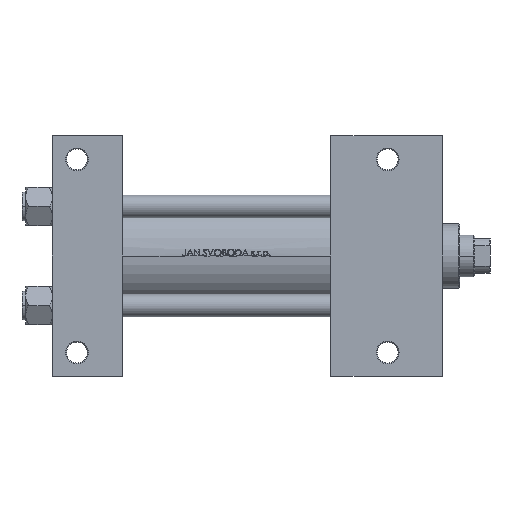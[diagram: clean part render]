
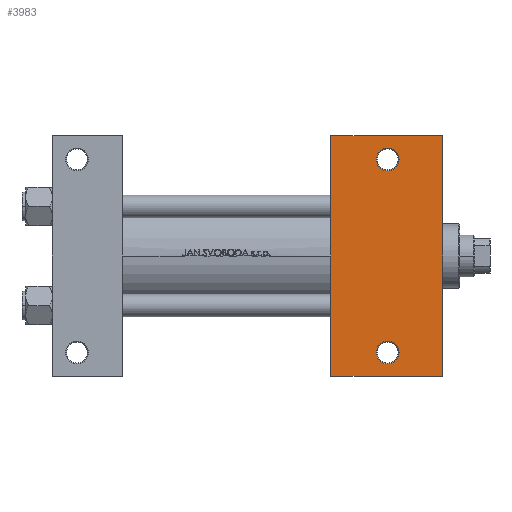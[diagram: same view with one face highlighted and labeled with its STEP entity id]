
A CAD part, front view. The second image highlights one B-rep face of the part: STEP entity #3983.
In plain terms, the highlighted face is planar.
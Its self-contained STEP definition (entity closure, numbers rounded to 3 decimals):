
#42 = VECTOR ( 'NONE', #22153, 1000. ) ;
#93 = EDGE_CURVE ( 'NONE', #6645, #761, #1153, .T. ) ;
#761 = VERTEX_POINT ( 'NONE', #33331 ) ;
#911 = DIRECTION ( 'NONE',  ( 1., 0., 0. ) ) ;
#1153 = LINE ( 'NONE', #39041, #36963 ) ;
#2066 = ORIENTED_EDGE ( 'NONE', *, *, #38340, .T. ) ;
#2979 = DIRECTION ( 'NONE',  ( 0., 0., 1. ) ) ;
#3009 = CARTESIAN_POINT ( 'NONE',  ( 177., 51., -37.5 ) ) ;
#3344 = CARTESIAN_POINT ( 'NONE',  ( 171., 51., -37.5 ) ) ;
#3959 = AXIS2_PLACEMENT_3D ( 'NONE', #9484, #2979, #32656 ) ;
#3983 = ADVANCED_FACE ( 'NONE', ( #26618, #14905, #41070 ), #41804, .T. ) ;
#4532 = ORIENTED_EDGE ( 'NONE', *, *, #35325, .T. ) ;
#6645 = VERTEX_POINT ( 'NONE', #36317 ) ;
#7941 = CIRCLE ( 'NONE', #3959, 6. ) ;
#9484 = CARTESIAN_POINT ( 'NONE',  ( 177., 51., -37.5 ) ) ;
#9971 = LINE ( 'NONE', #32418, #44511 ) ;
#10452 = DIRECTION ( 'NONE',  ( -1., 0., 0. ) ) ;
#11812 = ORIENTED_EDGE ( 'NONE', *, *, #14759, .T. ) ;
#13172 = CARTESIAN_POINT ( 'NONE',  ( 171., -51., -37.5 ) ) ;
#14759 = EDGE_CURVE ( 'NONE', #761, #25768, #18116, .T. ) ;
#14905 = FACE_BOUND ( 'NONE', #24886, .T. ) ;
#15070 = VERTEX_POINT ( 'NONE', #3344 ) ;
#17772 = CARTESIAN_POINT ( 'NONE',  ( 206., -63.5, -37.5 ) ) ;
#18085 = EDGE_CURVE ( 'NONE', #24018, #31772, #33171, .T. ) ;
#18116 = LINE ( 'NONE', #44993, #18767 ) ;
#18177 = DIRECTION ( 'NONE',  ( -1., 0., 0. ) ) ;
#18279 = AXIS2_PLACEMENT_3D ( 'NONE', #22985, #34692, #45390 ) ;
#18362 = DIRECTION ( 'NONE',  ( 0., -1., 0. ) ) ;
#18767 = VECTOR ( 'NONE', #18362, 1000. ) ;
#22039 = AXIS2_PLACEMENT_3D ( 'NONE', #30372, #44575, #18177 ) ;
#22153 = DIRECTION ( 'NONE',  ( 0., -1., 0. ) ) ;
#22174 = ORIENTED_EDGE ( 'NONE', *, *, #18085, .T. ) ;
#22985 = CARTESIAN_POINT ( 'NONE',  ( 177., -51., -37.5 ) ) ;
#23335 = AXIS2_PLACEMENT_3D ( 'NONE', #3009, #40886, #40408 ) ;
#24018 = VERTEX_POINT ( 'NONE', #13172 ) ;
#24886 = EDGE_LOOP ( 'NONE', ( #22174, #2066 ) ) ;
#25768 = VERTEX_POINT ( 'NONE', #17772 ) ;
#26618 = FACE_BOUND ( 'NONE', #32721, .T. ) ;
#26880 = LINE ( 'NONE', #38335, #42 ) ;
#26983 = EDGE_CURVE ( 'NONE', #6645, #44954, #26880, .T. ) ;
#27550 = AXIS2_PLACEMENT_3D ( 'NONE', #40824, #48527, #30092 ) ;
#29740 = ORIENTED_EDGE ( 'NONE', *, *, #26983, .F. ) ;
#29991 = ORIENTED_EDGE ( 'NONE', *, *, #35364, .T. ) ;
#30092 = DIRECTION ( 'NONE',  ( -1., 0., 0. ) ) ;
#30151 = CARTESIAN_POINT ( 'NONE',  ( 147., -63.5, -37.5 ) ) ;
#30372 = CARTESIAN_POINT ( 'NONE',  ( 177., -51., -37.5 ) ) ;
#31772 = VERTEX_POINT ( 'NONE', #44773 ) ;
#31850 = CARTESIAN_POINT ( 'NONE',  ( 183., 51., -37.5 ) ) ;
#32418 = CARTESIAN_POINT ( 'NONE',  ( 147., -63.5, -37.5 ) ) ;
#32581 = EDGE_LOOP ( 'NONE', ( #29740, #41706, #11812, #29991 ) ) ;
#32656 = DIRECTION ( 'NONE',  ( -1., 0., 0. ) ) ;
#32721 = EDGE_LOOP ( 'NONE', ( #4532, #42995 ) ) ;
#33171 = CIRCLE ( 'NONE', #22039, 6. ) ;
#33331 = CARTESIAN_POINT ( 'NONE',  ( 206., 63.5, -37.5 ) ) ;
#34692 = DIRECTION ( 'NONE',  ( 0., 0., 1. ) ) ;
#35325 = EDGE_CURVE ( 'NONE', #15070, #41338, #7941, .T. ) ;
#35364 = EDGE_CURVE ( 'NONE', #25768, #44954, #9971, .T. ) ;
#36317 = CARTESIAN_POINT ( 'NONE',  ( 147., 63.5, -37.5 ) ) ;
#36963 = VECTOR ( 'NONE', #911, 1000. ) ;
#38335 = CARTESIAN_POINT ( 'NONE',  ( 147., 37.5, -37.5 ) ) ;
#38340 = EDGE_CURVE ( 'NONE', #31772, #24018, #43740, .T. ) ;
#39041 = CARTESIAN_POINT ( 'NONE',  ( 147., 63.5, -37.5 ) ) ;
#40408 = DIRECTION ( 'NONE',  ( -1., 0., 0. ) ) ;
#40824 = CARTESIAN_POINT ( 'NONE',  ( 206., 37.5, -37.5 ) ) ;
#40886 = DIRECTION ( 'NONE',  ( 0., 0., 1. ) ) ;
#41070 = FACE_OUTER_BOUND ( 'NONE', #32581, .T. ) ;
#41338 = VERTEX_POINT ( 'NONE', #31850 ) ;
#41634 = CIRCLE ( 'NONE', #23335, 6. ) ;
#41706 = ORIENTED_EDGE ( 'NONE', *, *, #93, .T. ) ;
#41804 = PLANE ( 'NONE',  #27550 ) ;
#42995 = ORIENTED_EDGE ( 'NONE', *, *, #47991, .T. ) ;
#43740 = CIRCLE ( 'NONE', #18279, 6. ) ;
#44511 = VECTOR ( 'NONE', #10452, 1000. ) ;
#44575 = DIRECTION ( 'NONE',  ( 0., 0., 1. ) ) ;
#44773 = CARTESIAN_POINT ( 'NONE',  ( 183., -51., -37.5 ) ) ;
#44954 = VERTEX_POINT ( 'NONE', #30151 ) ;
#44993 = CARTESIAN_POINT ( 'NONE',  ( 206., 37.5, -37.5 ) ) ;
#45390 = DIRECTION ( 'NONE',  ( -1., 0., 0. ) ) ;
#47991 = EDGE_CURVE ( 'NONE', #41338, #15070, #41634, .T. ) ;
#48527 = DIRECTION ( 'NONE',  ( 0., 0., -1. ) ) ;
